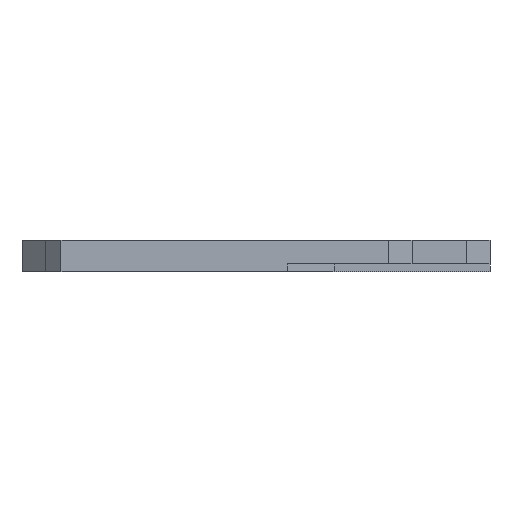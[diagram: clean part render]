
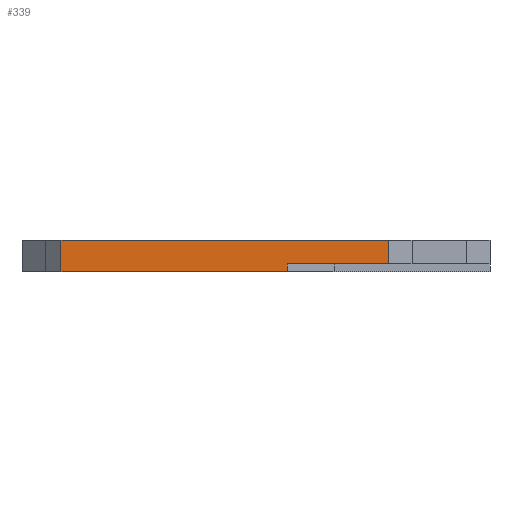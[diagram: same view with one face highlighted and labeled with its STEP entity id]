
A CAD part, front view. The second image highlights one B-rep face of the part: STEP entity #339.
In plain terms, the highlighted planar face has unit normal (0, -1, 0).
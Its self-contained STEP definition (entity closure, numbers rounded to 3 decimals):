
#13 = ORIENTED_EDGE ( 'NONE', *, *, #228, .F. ) ;
#17 = VECTOR ( 'NONE', #1664, 1000. ) ;
#19 = ORIENTED_EDGE ( 'NONE', *, *, #798, .T. ) ;
#26 = EDGE_LOOP ( 'NONE', ( #2157, #19, #641, #1231, #1877, #13 ) ) ;
#170 = EDGE_CURVE ( 'NONE', #436, #1245, #1677, .T. ) ;
#174 = EDGE_CURVE ( 'NONE', #1441, #1005, #901, .T. ) ;
#228 = EDGE_CURVE ( 'NONE', #880, #1441, #2107, .T. ) ;
#335 = CARTESIAN_POINT ( 'NONE',  ( -12.5, -15., 0. ) ) ;
#339 = ADVANCED_FACE ( 'NONE', ( #622 ), #1626, .F. ) ;
#373 = VECTOR ( 'NONE', #1690, 1000. ) ;
#384 = VECTOR ( 'NONE', #2056, 1000. ) ;
#388 = DIRECTION ( 'NONE',  ( -1., 0., 0. ) ) ;
#426 = CARTESIAN_POINT ( 'NONE',  ( 8.5, -15., 0.5 ) ) ;
#434 = DIRECTION ( 'NONE',  ( 0., 0., 1. ) ) ;
#436 = VERTEX_POINT ( 'NONE', #335 ) ;
#449 = AXIS2_PLACEMENT_3D ( 'NONE', #1292, #1319, #434 ) ;
#622 = FACE_OUTER_BOUND ( 'NONE', #26, .T. ) ;
#641 = ORIENTED_EDGE ( 'NONE', *, *, #170, .T. ) ;
#668 = CARTESIAN_POINT ( 'NONE',  ( -12.5, -15., 2. ) ) ;
#726 = LINE ( 'NONE', #1717, #384 ) ;
#798 = EDGE_CURVE ( 'NONE', #1940, #436, #1492, .T. ) ;
#799 = CARTESIAN_POINT ( 'NONE',  ( 2., -15., 0. ) ) ;
#809 = LINE ( 'NONE', #1456, #1414 ) ;
#880 = VERTEX_POINT ( 'NONE', #1747 ) ;
#895 = CARTESIAN_POINT ( 'NONE',  ( 8.5, -15., 43. ) ) ;
#901 = LINE ( 'NONE', #426, #1555 ) ;
#923 = CARTESIAN_POINT ( 'NONE',  ( 8.5, -15., 0.5 ) ) ;
#1005 = VERTEX_POINT ( 'NONE', #1767 ) ;
#1221 = CARTESIAN_POINT ( 'NONE',  ( -15., -15., 0. ) ) ;
#1231 = ORIENTED_EDGE ( 'NONE', *, *, #1605, .F. ) ;
#1245 = VERTEX_POINT ( 'NONE', #799 ) ;
#1292 = CARTESIAN_POINT ( 'NONE',  ( -15., -15., 2. ) ) ;
#1319 = DIRECTION ( 'NONE',  ( 0., 1., 0. ) ) ;
#1398 = DIRECTION ( 'NONE',  ( 0., 0., -1. ) ) ;
#1414 = VECTOR ( 'NONE', #2150, 1000. ) ;
#1441 = VERTEX_POINT ( 'NONE', #923 ) ;
#1450 = VECTOR ( 'NONE', #1398, 1000. ) ;
#1456 = CARTESIAN_POINT ( 'NONE',  ( 2., -15., 0.5 ) ) ;
#1492 = LINE ( 'NONE', #668, #373 ) ;
#1555 = VECTOR ( 'NONE', #388, 1000. ) ;
#1605 = EDGE_CURVE ( 'NONE', #1005, #1245, #809, .T. ) ;
#1626 = PLANE ( 'NONE',  #449 ) ;
#1664 = DIRECTION ( 'NONE',  ( 1., 0., 0. ) ) ;
#1672 = CARTESIAN_POINT ( 'NONE',  ( -12.5, -15., 2. ) ) ;
#1677 = LINE ( 'NONE', #1221, #17 ) ;
#1690 = DIRECTION ( 'NONE',  ( 0., 0., -1. ) ) ;
#1717 = CARTESIAN_POINT ( 'NONE',  ( -15., -15., 2. ) ) ;
#1747 = CARTESIAN_POINT ( 'NONE',  ( 8.5, -15., 2. ) ) ;
#1767 = CARTESIAN_POINT ( 'NONE',  ( 2., -15., 0.5 ) ) ;
#1877 = ORIENTED_EDGE ( 'NONE', *, *, #174, .F. ) ;
#1940 = VERTEX_POINT ( 'NONE', #1672 ) ;
#2056 = DIRECTION ( 'NONE',  ( 1., 0., 0. ) ) ;
#2107 = LINE ( 'NONE', #895, #1450 ) ;
#2150 = DIRECTION ( 'NONE',  ( 0., 0., -1. ) ) ;
#2157 = ORIENTED_EDGE ( 'NONE', *, *, #2172, .F. ) ;
#2172 = EDGE_CURVE ( 'NONE', #1940, #880, #726, .T. ) ;
